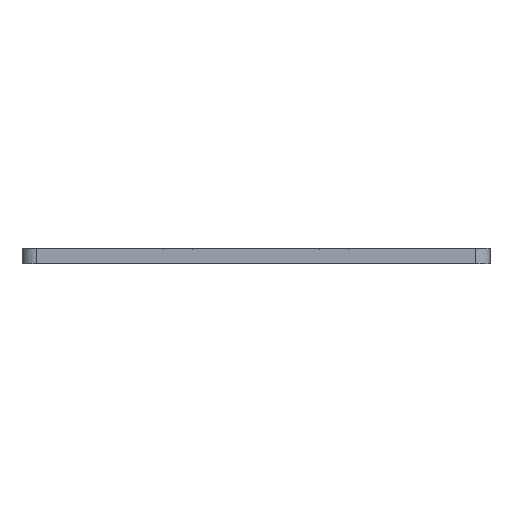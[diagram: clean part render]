
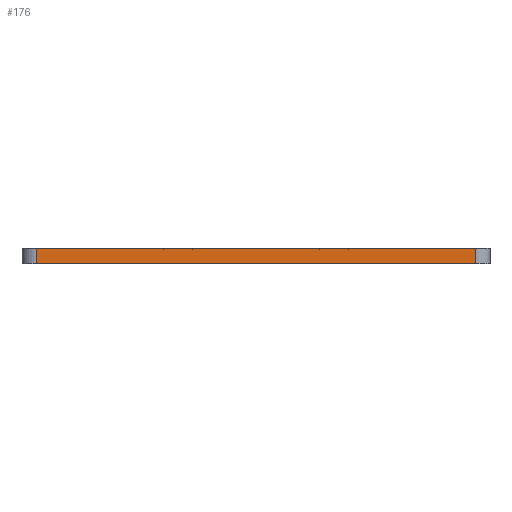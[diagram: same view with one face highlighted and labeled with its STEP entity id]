
A CAD part, front view. The second image highlights one B-rep face of the part: STEP entity #176.
In plain terms, the highlighted planar face has unit normal (0, -1, 0).
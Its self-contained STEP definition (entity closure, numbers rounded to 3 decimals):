
#176=ADVANCED_FACE('',(#456),#4090,.T.);
#456=FACE_OUTER_BOUND('',#721,.T.);
#721=EDGE_LOOP('',(#1596,#1597,#1598,#1599));
#1596=ORIENTED_EDGE('',*,*,#2499,.F.);
#1597=ORIENTED_EDGE('',*,*,#2500,.F.);
#1598=ORIENTED_EDGE('',*,*,#2501,.F.);
#1599=ORIENTED_EDGE('',*,*,#2074,.F.);
#2074=EDGE_CURVE('',#3512,#3513,#3074,.T.);
#2499=EDGE_CURVE('',#3798,#3512,#3379,.T.);
#2500=EDGE_CURVE('',#3799,#3798,#3380,.T.);
#2501=EDGE_CURVE('',#3513,#3799,#3381,.T.);
#3074=B_SPLINE_CURVE_WITH_KNOTS('',1,(#6822,#6823),.UNSPECIFIED.,.F.,.F.,
(2,2),(0.,118.),.UNSPECIFIED.);
#3379=B_SPLINE_CURVE_WITH_KNOTS('',1,(#7792,#7793),.UNSPECIFIED.,.F.,.F.,
(2,2),(-4.15,0.),.UNSPECIFIED.);
#3380=B_SPLINE_CURVE_WITH_KNOTS('',1,(#7794,#7795),.UNSPECIFIED.,.F.,.F.,
(2,2),(-118.,0.),.UNSPECIFIED.);
#3381=B_SPLINE_CURVE_WITH_KNOTS('',1,(#7796,#7797),.UNSPECIFIED.,.F.,.F.,
(2,2),(-4.15,0.),.UNSPECIFIED.);
#3512=VERTEX_POINT('',#6446);
#3513=VERTEX_POINT('',#6447);
#3798=VERTEX_POINT('',#6732);
#3799=VERTEX_POINT('',#6733);
#4090=PLANE('',#4344);
#4344=AXIS2_PLACEMENT_3D('',#6014,#4725,$);
#4725=DIRECTION('',(0.,-1.,0.));
#6014=CARTESIAN_POINT('',(112.8,-21.,-0.415));
#6446=CARTESIAN_POINT('',(101.,-21.,0.));
#6447=CARTESIAN_POINT('',(-17.,-21.,0.));
#6732=CARTESIAN_POINT('',(101.,-21.,4.15));
#6733=CARTESIAN_POINT('',(-17.,-21.,4.15));
#6822=CARTESIAN_POINT('',(101.,-21.,0.));
#6823=CARTESIAN_POINT('',(-17.,-21.,0.));
#7792=CARTESIAN_POINT('',(101.,-21.,4.15));
#7793=CARTESIAN_POINT('',(101.,-21.,0.));
#7794=CARTESIAN_POINT('',(-17.,-21.,4.15));
#7795=CARTESIAN_POINT('',(101.,-21.,4.15));
#7796=CARTESIAN_POINT('',(-17.,-21.,0.));
#7797=CARTESIAN_POINT('',(-17.,-21.,4.15));
